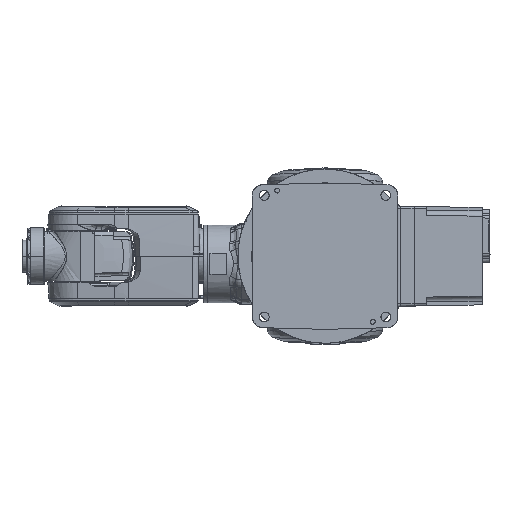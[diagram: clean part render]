
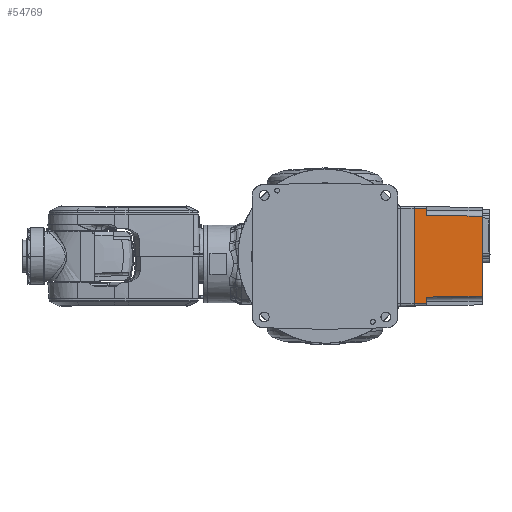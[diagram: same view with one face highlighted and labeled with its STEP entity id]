
A CAD part, front view. The second image highlights one B-rep face of the part: STEP entity #54769.
In plain terms, the highlighted free-form (B-spline) face has degree [1, 1] with [2, 2] control points.
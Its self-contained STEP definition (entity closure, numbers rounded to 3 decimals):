
#54769 = ADVANCED_FACE('',(#54770),#54828,.T.);
#54770 = FACE_BOUND('',#54771,.T.);
#54771 = EDGE_LOOP('',(#54772,#54781,#54788,#54795,#54802,#54809,#54816,
    #54823));
#54772 = ORIENTED_EDGE('',*,*,#54773,.T.);
#54773 = EDGE_CURVE('',#54774,#54776,#54778,.T.);
#54774 = VERTEX_POINT('',#54775);
#54775 = CARTESIAN_POINT('',(164.6,5.613,
    66.496));
#54776 = VERTEX_POINT('',#54777);
#54777 = CARTESIAN_POINT('',(164.6,5.613,
    76.688));
#54778 = B_SPLINE_CURVE_WITH_KNOTS('',1,(#54779,#54780),.UNSPECIFIED.,
  .F.,.F.,(2,2),(0.,7.739),.PIECEWISE_BEZIER_KNOTS.);
#54779 = CARTESIAN_POINT('',(164.6,5.613,
    66.496));
#54780 = CARTESIAN_POINT('',(164.6,5.613,
    76.688));
#54781 = ORIENTED_EDGE('',*,*,#54782,.T.);
#54782 = EDGE_CURVE('',#54776,#54783,#54785,.T.);
#54783 = VERTEX_POINT('',#54784);
#54784 = CARTESIAN_POINT('',(144.848,5.268,
    77.032));
#54785 = B_SPLINE_CURVE_WITH_KNOTS('',1,(#54786,#54787),.UNSPECIFIED.,
  .F.,.F.,(2,2),(0.,15.005),.PIECEWISE_BEZIER_KNOTS.);
#54786 = CARTESIAN_POINT('',(164.6,5.613,
    76.688));
#54787 = CARTESIAN_POINT('',(144.848,5.268,
    77.032));
#54788 = ORIENTED_EDGE('',*,*,#54789,.T.);
#54789 = EDGE_CURVE('',#54783,#54790,#54792,.T.);
#54790 = VERTEX_POINT('',#54791);
#54791 = CARTESIAN_POINT('',(144.848,5.268,
    -77.034));
#54792 = B_SPLINE_CURVE_WITH_KNOTS('',1,(#54793,#54794),.UNSPECIFIED.,
  .F.,.F.,(2,2),(0.,117.001),.PIECEWISE_BEZIER_KNOTS.);
#54793 = CARTESIAN_POINT('',(144.848,5.268,
    77.032));
#54794 = CARTESIAN_POINT('',(144.848,5.268,
    -77.034));
#54795 = ORIENTED_EDGE('',*,*,#54796,.T.);
#54796 = EDGE_CURVE('',#54790,#54797,#54799,.T.);
#54797 = VERTEX_POINT('',#54798);
#54798 = CARTESIAN_POINT('',(164.6,5.613,
    -76.69));
#54799 = B_SPLINE_CURVE_WITH_KNOTS('',1,(#54800,#54801),.UNSPECIFIED.,
  .F.,.F.,(2,2),(0.,15.005),.PIECEWISE_BEZIER_KNOTS.);
#54800 = CARTESIAN_POINT('',(144.848,5.268,
    -77.034));
#54801 = CARTESIAN_POINT('',(164.6,5.613,
    -76.69));
#54802 = ORIENTED_EDGE('',*,*,#54803,.T.);
#54803 = EDGE_CURVE('',#54797,#54804,#54806,.T.);
#54804 = VERTEX_POINT('',#54805);
#54805 = CARTESIAN_POINT('',(164.6,5.613,
    -66.498));
#54806 = B_SPLINE_CURVE_WITH_KNOTS('',1,(#54807,#54808),.UNSPECIFIED.,
  .F.,.F.,(2,2),(0.,7.739),.PIECEWISE_BEZIER_KNOTS.);
#54807 = CARTESIAN_POINT('',(164.6,5.613,
    -76.69));
#54808 = CARTESIAN_POINT('',(164.6,5.613,
    -66.498));
#54809 = ORIENTED_EDGE('',*,*,#54810,.T.);
#54810 = EDGE_CURVE('',#54804,#54811,#54813,.T.);
#54811 = VERTEX_POINT('',#54812);
#54812 = CARTESIAN_POINT('',(255.459,7.199,
    -64.912));
#54813 = B_SPLINE_CURVE_WITH_KNOTS('',1,(#54814,#54815),.UNSPECIFIED.,
  .F.,.F.,(2,2),(0.,69.021),.PIECEWISE_BEZIER_KNOTS.);
#54814 = CARTESIAN_POINT('',(164.6,5.613,
    -66.498));
#54815 = CARTESIAN_POINT('',(255.459,7.199,
    -64.912));
#54816 = ORIENTED_EDGE('',*,*,#54817,.T.);
#54817 = EDGE_CURVE('',#54811,#54818,#54820,.T.);
#54818 = VERTEX_POINT('',#54819);
#54819 = CARTESIAN_POINT('',(255.459,7.199,
    64.91));
#54820 = B_SPLINE_CURVE_WITH_KNOTS('',1,(#54821,#54822),.UNSPECIFIED.,
  .F.,.F.,(2,2),(0.,98.59),.PIECEWISE_BEZIER_KNOTS.);
#54821 = CARTESIAN_POINT('',(255.459,7.199,
    -64.912));
#54822 = CARTESIAN_POINT('',(255.459,7.199,
    64.91));
#54823 = ORIENTED_EDGE('',*,*,#54824,.T.);
#54824 = EDGE_CURVE('',#54818,#54774,#54825,.T.);
#54825 = B_SPLINE_CURVE_WITH_KNOTS('',1,(#54826,#54827),.UNSPECIFIED.,
  .F.,.F.,(2,2),(0.,69.021),.PIECEWISE_BEZIER_KNOTS.);
#54826 = CARTESIAN_POINT('',(255.459,7.199,
    64.91));
#54827 = CARTESIAN_POINT('',(164.6,5.613,
    66.496));
#54828 = B_SPLINE_SURFACE_WITH_KNOTS('',1,1,(
    (#54829,#54830)
    ,(#54831,#54832
    )),.UNSPECIFIED.,.F.,.F.,.F.,(2,2),(2,2),(0.,1.),(0.,1.),
  .PIECEWISE_BEZIER_KNOTS.);
#54829 = CARTESIAN_POINT('',(144.848,5.268,
    -77.034));
#54830 = CARTESIAN_POINT('',(144.848,5.268,
    77.032));
#54831 = CARTESIAN_POINT('',(255.459,7.199,
    -77.034));
#54832 = CARTESIAN_POINT('',(255.459,7.199,
    77.032));
